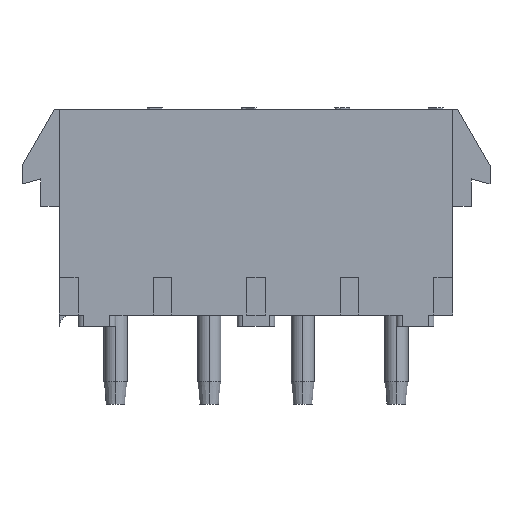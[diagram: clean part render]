
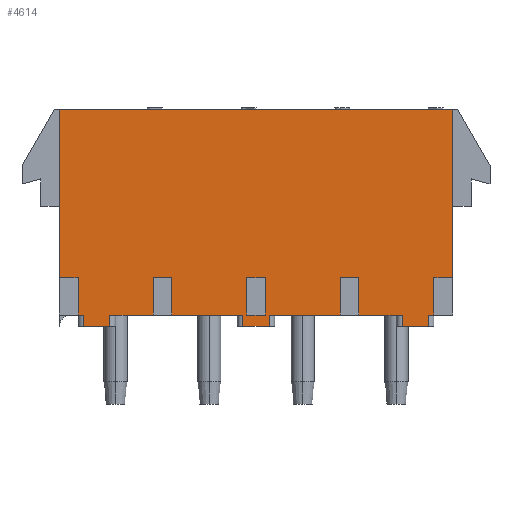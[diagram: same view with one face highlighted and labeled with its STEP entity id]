
A CAD part, left-side view. The second image highlights one B-rep face of the part: STEP entity #4614.
In plain terms, the highlighted planar face has unit normal (-1, 0, 0).
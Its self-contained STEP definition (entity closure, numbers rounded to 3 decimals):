
#84=DIRECTION('',(0.,1.,0.));
#85=VECTOR('',#84,26.67);
#86=CARTESIAN_POINT('',(-3.81,-13.335,0.));
#87=LINE('',#86,#85);
#582=DIRECTION('',(0.,0.,1.));
#583=VECTOR('',#582,11.43);
#584=CARTESIAN_POINT('',(-3.81,-13.335,-11.43));
#585=LINE('',#584,#583);
#640=DIRECTION('',(0.,1.,0.));
#641=VECTOR('',#640,0.381);
#642=CARTESIAN_POINT('',(-3.81,11.684,-13.97));
#643=LINE('',#642,#641);
#658=DIRECTION('',(0.,1.,0.));
#659=VECTOR('',#658,2.921);
#660=CARTESIAN_POINT('',(-3.81,6.985,-13.97));
#661=LINE('',#660,#659);
#674=DIRECTION('',(0.,1.,0.));
#675=VECTOR('',#674,4.826);
#676=CARTESIAN_POINT('',(-3.81,0.889,-13.97));
#677=LINE('',#676,#675);
#692=DIRECTION('',(0.,1.,0.));
#693=VECTOR('',#692,4.826);
#694=CARTESIAN_POINT('',(-3.81,-5.715,-13.97));
#695=LINE('',#694,#693);
#708=DIRECTION('',(0.,1.,0.));
#709=VECTOR('',#708,2.921);
#710=CARTESIAN_POINT('',(-3.81,-9.906,-13.97));
#711=LINE('',#710,#709);
#726=DIRECTION('',(0.,1.,0.));
#727=VECTOR('',#726,0.381);
#728=CARTESIAN_POINT('',(-3.81,-12.065,-13.97));
#729=LINE('',#728,#727);
#778=DIRECTION('',(0.,1.,0.));
#779=VECTOR('',#778,1.27);
#780=CARTESIAN_POINT('',(-3.81,-0.635,-13.97));
#781=LINE('',#780,#779);
#907=DIRECTION('',(0.,1.,0.));
#908=VECTOR('',#907,1.778);
#909=CARTESIAN_POINT('',(-3.81,9.906,-14.732));
#910=LINE('',#909,#908);
#920=DIRECTION('',(0.,1.,0.));
#921=VECTOR('',#920,1.778);
#922=CARTESIAN_POINT('',(-3.81,-11.684,-14.732));
#923=LINE('',#922,#921);
#956=DIRECTION('',(0.,1.,0.));
#957=VECTOR('',#956,1.778);
#958=CARTESIAN_POINT('',(-3.81,-0.889,-14.732));
#959=LINE('',#958,#957);
#982=DIRECTION('',(0.,0.,-1.));
#983=VECTOR('',#982,0.762);
#984=CARTESIAN_POINT('',(-3.81,11.684,-13.97));
#985=LINE('',#984,#983);
#986=DIRECTION('',(0.,0.,1.));
#987=VECTOR('',#986,2.54);
#988=CARTESIAN_POINT('',(-3.81,0.635,-13.97));
#989=LINE('',#988,#987);
#990=DIRECTION('',(0.,0.,1.));
#991=VECTOR('',#990,2.54);
#992=CARTESIAN_POINT('',(-3.81,-0.635,-13.97));
#993=LINE('',#992,#991);
#994=DIRECTION('',(0.,-1.,0.));
#995=VECTOR('',#994,1.27);
#996=CARTESIAN_POINT('',(-3.81,0.635,-11.43));
#997=LINE('',#996,#995);
#998=DIRECTION('',(0.,0.,-1.));
#999=VECTOR('',#998,0.762);
#1000=CARTESIAN_POINT('',(-3.81,-11.684,-13.97));
#1001=LINE('',#1000,#999);
#1002=DIRECTION('',(0.,0.,1.));
#1003=VECTOR('',#1002,2.54);
#1004=CARTESIAN_POINT('',(-3.81,-6.985,-13.97));
#1005=LINE('',#1004,#1003);
#1006=DIRECTION('',(0.,-1.,0.));
#1007=VECTOR('',#1006,1.27);
#1008=CARTESIAN_POINT('',(-3.81,-5.715,-11.43));
#1009=LINE('',#1008,#1007);
#1010=DIRECTION('',(0.,0.,1.));
#1011=VECTOR('',#1010,2.54);
#1012=CARTESIAN_POINT('',(-3.81,-5.715,-13.97));
#1013=LINE('',#1012,#1011);
#1014=DIRECTION('',(0.,0.,-1.));
#1015=VECTOR('',#1014,0.762);
#1016=CARTESIAN_POINT('',(-3.81,-0.889,-13.97));
#1017=LINE('',#1016,#1015);
#1018=DIRECTION('',(0.,0.,1.));
#1019=VECTOR('',#1018,2.54);
#1020=CARTESIAN_POINT('',(-3.81,5.715,-13.97));
#1021=LINE('',#1020,#1019);
#1022=DIRECTION('',(0.,-1.,0.));
#1023=VECTOR('',#1022,1.27);
#1024=CARTESIAN_POINT('',(-3.81,6.985,-11.43));
#1025=LINE('',#1024,#1023);
#1026=DIRECTION('',(0.,0.,1.));
#1027=VECTOR('',#1026,2.54);
#1028=CARTESIAN_POINT('',(-3.81,6.985,-13.97));
#1029=LINE('',#1028,#1027);
#1030=DIRECTION('',(0.,0.,-1.));
#1031=VECTOR('',#1030,0.762);
#1032=CARTESIAN_POINT('',(-3.81,9.906,-13.97));
#1033=LINE('',#1032,#1031);
#1034=DIRECTION('',(0.,0.,1.));
#1035=VECTOR('',#1034,2.54);
#1036=CARTESIAN_POINT('',(-3.81,12.065,-13.97));
#1037=LINE('',#1036,#1035);
#1038=DIRECTION('',(0.,-1.,0.));
#1039=VECTOR('',#1038,1.27);
#1040=CARTESIAN_POINT('',(-3.81,13.335,-11.43));
#1041=LINE('',#1040,#1039);
#1042=DIRECTION('',(0.,0.,-1.));
#1043=VECTOR('',#1042,11.43);
#1044=CARTESIAN_POINT('',(-3.81,13.335,0.));
#1045=LINE('',#1044,#1043);
#1046=DIRECTION('',(0.,-1.,0.));
#1047=VECTOR('',#1046,1.27);
#1048=CARTESIAN_POINT('',(-3.81,-12.065,-11.43));
#1049=LINE('',#1048,#1047);
#1050=DIRECTION('',(0.,0.,1.));
#1051=VECTOR('',#1050,2.54);
#1052=CARTESIAN_POINT('',(-3.81,-12.065,-13.97));
#1053=LINE('',#1052,#1051);
#1336=DIRECTION('',(0.,0.,-1.));
#1337=VECTOR('',#1336,0.762);
#1338=CARTESIAN_POINT('',(-3.81,-9.906,-13.97));
#1339=LINE('',#1338,#1337);
#1348=DIRECTION('',(0.,0.,-1.));
#1349=VECTOR('',#1348,0.762);
#1350=CARTESIAN_POINT('',(-3.81,0.889,-13.97));
#1351=LINE('',#1350,#1349);
#2976=CARTESIAN_POINT('',(-3.81,-13.335,0.));
#2977=CARTESIAN_POINT('',(-3.81,13.335,0.));
#2978=VERTEX_POINT('',#2976);
#2979=VERTEX_POINT('',#2977);
#3034=CARTESIAN_POINT('',(-3.81,13.335,-11.43));
#3035=CARTESIAN_POINT('',(-3.81,12.065,-11.43));
#3036=VERTEX_POINT('',#3034);
#3037=VERTEX_POINT('',#3035);
#3038=CARTESIAN_POINT('',(-3.81,6.985,-11.43));
#3039=CARTESIAN_POINT('',(-3.81,5.715,-11.43));
#3040=VERTEX_POINT('',#3038);
#3041=VERTEX_POINT('',#3039);
#3042=CARTESIAN_POINT('',(-3.81,0.635,-11.43));
#3043=CARTESIAN_POINT('',(-3.81,-0.635,-11.43));
#3044=VERTEX_POINT('',#3042);
#3045=VERTEX_POINT('',#3043);
#3046=CARTESIAN_POINT('',(-3.81,-5.715,-11.43));
#3047=CARTESIAN_POINT('',(-3.81,-6.985,-11.43));
#3048=VERTEX_POINT('',#3046);
#3049=VERTEX_POINT('',#3047);
#3050=CARTESIAN_POINT('',(-3.81,-13.335,-11.43));
#3051=VERTEX_POINT('',#3050);
#3052=CARTESIAN_POINT('',(-3.81,-12.065,-13.97));
#3053=CARTESIAN_POINT('',(-3.81,-11.684,-13.97));
#3054=VERTEX_POINT('',#3052);
#3055=VERTEX_POINT('',#3053);
#3056=CARTESIAN_POINT('',(-3.81,0.889,-13.97));
#3057=CARTESIAN_POINT('',(-3.81,5.715,-13.97));
#3058=VERTEX_POINT('',#3056);
#3059=VERTEX_POINT('',#3057);
#3084=CARTESIAN_POINT('',(-3.81,11.684,-14.732));
#3086=VERTEX_POINT('',#3084);
#3090=CARTESIAN_POINT('',(-3.81,9.906,-14.732));
#3091=VERTEX_POINT('',#3090);
#3092=CARTESIAN_POINT('',(-3.81,-11.684,-14.732));
#3093=CARTESIAN_POINT('',(-3.81,-9.906,-14.732));
#3094=VERTEX_POINT('',#3092);
#3095=VERTEX_POINT('',#3093);
#3108=CARTESIAN_POINT('',(-3.81,11.684,-13.97));
#3110=VERTEX_POINT('',#3108);
#3114=CARTESIAN_POINT('',(-3.81,9.906,-13.97));
#3115=VERTEX_POINT('',#3114);
#3116=CARTESIAN_POINT('',(-3.81,-9.906,-13.97));
#3118=VERTEX_POINT('',#3116);
#3122=CARTESIAN_POINT('',(-3.81,-6.985,-13.97));
#3123=VERTEX_POINT('',#3122);
#3160=CARTESIAN_POINT('',(-3.81,-12.065,-11.43));
#3161=VERTEX_POINT('',#3160);
#3162=CARTESIAN_POINT('',(-3.81,6.985,-13.97));
#3163=VERTEX_POINT('',#3162);
#3164=CARTESIAN_POINT('',(-3.81,12.065,-13.97));
#3165=VERTEX_POINT('',#3164);
#3226=CARTESIAN_POINT('',(-3.81,-5.715,-13.97));
#3227=CARTESIAN_POINT('',(-3.81,-0.889,-13.97));
#3228=VERTEX_POINT('',#3226);
#3229=VERTEX_POINT('',#3227);
#3674=CARTESIAN_POINT('',(-3.81,-0.889,-14.732));
#3675=CARTESIAN_POINT('',(-3.81,0.889,-14.732));
#3676=VERTEX_POINT('',#3674);
#3677=VERTEX_POINT('',#3675);
#3686=CARTESIAN_POINT('',(-3.81,-0.635,-13.97));
#3687=CARTESIAN_POINT('',(-3.81,0.635,-13.97));
#3688=VERTEX_POINT('',#3686);
#3689=VERTEX_POINT('',#3687);
#4554=CARTESIAN_POINT('',(-3.81,13.335,0.));
#4555=DIRECTION('',(-1.,0.,0.));
#4556=DIRECTION('',(0.,-1.,0.));
#4557=AXIS2_PLACEMENT_3D('',#4554,#4555,#4556);
#4558=PLANE('',#4557);
#4559=ORIENTED_EDGE('',*,*,#4269,.T.);
#4561=ORIENTED_EDGE('',*,*,#4560,.T.);
#4562=ORIENTED_EDGE('',*,*,#4473,.T.);
#4564=ORIENTED_EDGE('',*,*,#4563,.F.);
#4565=ORIENTED_EDGE('',*,*,#4261,.T.);
#4567=ORIENTED_EDGE('',*,*,#4566,.T.);
#4569=ORIENTED_EDGE('',*,*,#4568,.F.);
#4571=ORIENTED_EDGE('',*,*,#4570,.F.);
#4572=ORIENTED_EDGE('',*,*,#4253,.T.);
#4574=ORIENTED_EDGE('',*,*,#4573,.T.);
#4575=ORIENTED_EDGE('',*,*,#4504,.T.);
#4577=ORIENTED_EDGE('',*,*,#4576,.F.);
#4578=ORIENTED_EDGE('',*,*,#4245,.T.);
#4580=ORIENTED_EDGE('',*,*,#4579,.T.);
#4582=ORIENTED_EDGE('',*,*,#4581,.F.);
#4584=ORIENTED_EDGE('',*,*,#4583,.F.);
#4585=ORIENTED_EDGE('',*,*,#4237,.T.);
#4587=ORIENTED_EDGE('',*,*,#4586,.T.);
#4588=ORIENTED_EDGE('',*,*,#4459,.T.);
#4589=ORIENTED_EDGE('',*,*,#4546,.F.);
#4590=ORIENTED_EDGE('',*,*,#4229,.T.);
#4592=ORIENTED_EDGE('',*,*,#4591,.T.);
#4594=ORIENTED_EDGE('',*,*,#4593,.F.);
#4596=ORIENTED_EDGE('',*,*,#4595,.F.);
#4597=ORIENTED_EDGE('',*,*,#3899,.F.);
#4598=ORIENTED_EDGE('',*,*,#4187,.F.);
#4600=ORIENTED_EDGE('',*,*,#4599,.F.);
#4602=ORIENTED_EDGE('',*,*,#4601,.F.);
#4603=EDGE_LOOP('',(#4559,#4561,#4562,#4564,#4565,#4567,#4569,#4571,#4572,#4574,
#4575,#4577,#4578,#4580,#4582,#4584,#4585,#4587,#4588,#4589,#4590,#4592,#4594,
#4596,#4597,#4598,#4600,#4602));
#4604=FACE_OUTER_BOUND('',#4603,.F.);
#4606=ORIENTED_EDGE('',*,*,#4605,.F.);
#4607=ORIENTED_EDGE('',*,*,#4326,.F.);
#4609=ORIENTED_EDGE('',*,*,#4608,.T.);
#4611=ORIENTED_EDGE('',*,*,#4610,.F.);
#4612=EDGE_LOOP('',(#4606,#4607,#4609,#4611));
#4613=FACE_BOUND('',#4612,.F.);
#4614=ADVANCED_FACE('',(#4604,#4613),#4558,.T.);
#3899=EDGE_CURVE('',#2978,#2979,#87,.T.);
#4187=EDGE_CURVE('',#3051,#2978,#585,.T.);
#4229=EDGE_CURVE('',#3110,#3165,#643,.T.);
#4237=EDGE_CURVE('',#3163,#3115,#661,.T.);
#4245=EDGE_CURVE('',#3058,#3059,#677,.T.);
#4253=EDGE_CURVE('',#3228,#3229,#695,.T.);
#4261=EDGE_CURVE('',#3118,#3123,#711,.T.);
#4269=EDGE_CURVE('',#3054,#3055,#729,.T.);
#4326=EDGE_CURVE('',#3688,#3689,#781,.T.);
#4459=EDGE_CURVE('',#3091,#3086,#910,.T.);
#4473=EDGE_CURVE('',#3094,#3095,#923,.T.);
#4504=EDGE_CURVE('',#3676,#3677,#959,.T.);
#4546=EDGE_CURVE('',#3110,#3086,#985,.T.);
#4560=EDGE_CURVE('',#3055,#3094,#1001,.T.);
#4563=EDGE_CURVE('',#3118,#3095,#1339,.T.);
#4566=EDGE_CURVE('',#3123,#3049,#1005,.T.);
#4568=EDGE_CURVE('',#3048,#3049,#1009,.T.);
#4570=EDGE_CURVE('',#3228,#3048,#1013,.T.);
#4573=EDGE_CURVE('',#3229,#3676,#1017,.T.);
#4576=EDGE_CURVE('',#3058,#3677,#1351,.T.);
#4579=EDGE_CURVE('',#3059,#3041,#1021,.T.);
#4581=EDGE_CURVE('',#3040,#3041,#1025,.T.);
#4583=EDGE_CURVE('',#3163,#3040,#1029,.T.);
#4586=EDGE_CURVE('',#3115,#3091,#1033,.T.);
#4591=EDGE_CURVE('',#3165,#3037,#1037,.T.);
#4593=EDGE_CURVE('',#3036,#3037,#1041,.T.);
#4595=EDGE_CURVE('',#2979,#3036,#1045,.T.);
#4599=EDGE_CURVE('',#3161,#3051,#1049,.T.);
#4601=EDGE_CURVE('',#3054,#3161,#1053,.T.);
#4605=EDGE_CURVE('',#3689,#3044,#989,.T.);
#4608=EDGE_CURVE('',#3688,#3045,#993,.T.);
#4610=EDGE_CURVE('',#3044,#3045,#997,.T.);
